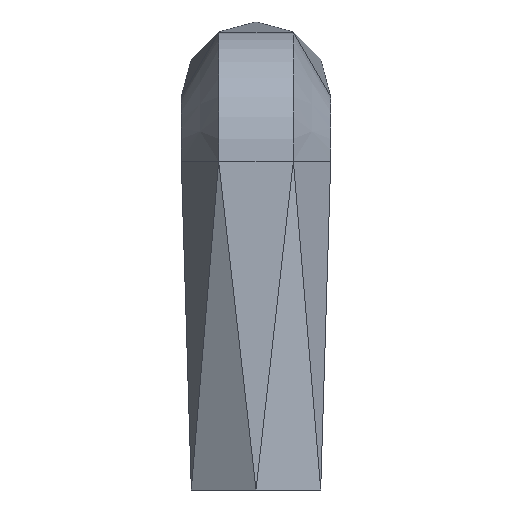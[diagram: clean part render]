
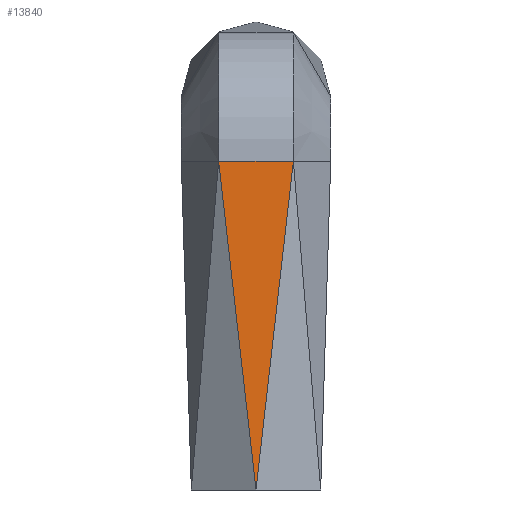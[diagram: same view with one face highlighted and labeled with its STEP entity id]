
A CAD part, left-side view. The second image highlights one B-rep face of the part: STEP entity #13840.
In plain terms, the highlighted planar face has unit normal (-1, 0, 0.03).
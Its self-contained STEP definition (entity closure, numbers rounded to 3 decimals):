
#8890=CARTESIAN_POINT('',(-84.33,-2.5,
26.783));
#8900=VERTEX_POINT('',#8890);
#8930=CARTESIAN_POINT('',(-84.33,0.,26.783));
#8940=DIRECTION('',(0.,-1.,0.));
#8950=VECTOR('',#8940,1.);
#8960=LINE('',#8930,#8950);
#8970=CARTESIAN_POINT('',(-84.33,2.5,
26.783));
#8980=VERTEX_POINT('',#8970);
#8990=EDGE_CURVE('',#8980,#8900,#8960,.T.);
#13620=CARTESIAN_POINT('',(-84.974,69.282,
5.628));
#13630=DIRECTION('',(-1.,0.,
0.03));
#13640=DIRECTION('',(0.,1.,0.));
#13650=AXIS2_PLACEMENT_3D('',#13620,#13630,#13640);
#13660=PLANE('',#13650);
#13670=CARTESIAN_POINT('',(-84.33,2.5,
26.783));
#13680=DIRECTION('',(0.03,0.113,
0.993));
#13690=VECTOR('',#13680,1000.);
#13700=LINE('',#13670,#13690);
#13710=CARTESIAN_POINT('',(-85.,0.,4.783))
;
#13720=VERTEX_POINT('',#13710);
#13730=EDGE_CURVE('',#13720,#8980,#13700,.T.);
#13740=ORIENTED_EDGE('',*,*,#13730,.F.);
#13750=ORIENTED_EDGE('',*,*,#8990,.F.);
#13760=CARTESIAN_POINT('',(-84.33,-2.5,
26.783));
#13770=DIRECTION('',(0.03,-0.113,
0.993));
#13780=VECTOR('',#13770,1000.);
#13790=LINE('',#13760,#13780);
#13800=EDGE_CURVE('',#13720,#8900,#13790,.T.);
#13810=ORIENTED_EDGE('',*,*,#13800,.T.);
#13820=EDGE_LOOP('',(#13810,#13750,#13740));
#13830=FACE_OUTER_BOUND('',#13820,.T.);
#13840=ADVANCED_FACE('',(#13830),#13660,.T.);
